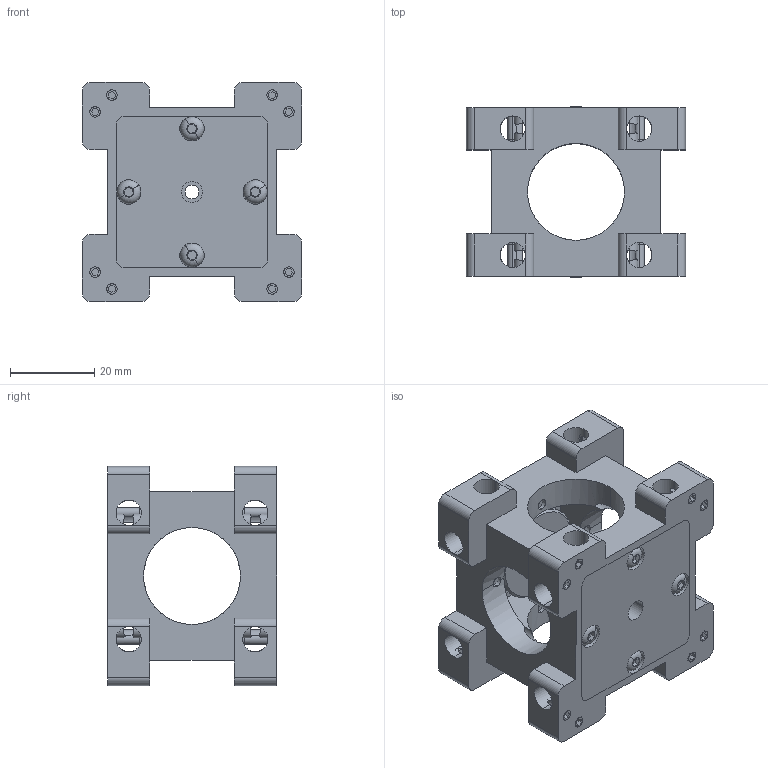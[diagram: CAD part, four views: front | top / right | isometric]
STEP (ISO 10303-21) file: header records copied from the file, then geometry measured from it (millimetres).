
FILE_DESCRIPTION (( 'STEP AP203' ), '1' );
FILE_NAME ('GCT-070101 俋倰芞.STEP', '2016-04-08T02:37:54', ( 'Lxtx999.CoM' ), ( 'Lxtx999.CoM' ), 'SwSTEP 2.0', 'SolidWorks 2010', '' );
FILE_SCHEMA (( 'CONFIG_CONTROL_DESIGN' ));
Length unit declared in the file: centimetre
Products named in the file (1): GCT-070101 俋倰芞
Bounding box: 52 x 40.3 x 52 mm (x, y, z)
Surface area: 24255.8 mm2 (no closed solid volume)
Topology: 0 solids, 35 shells, 522 faces, 1554 edges, 1040 vertices
Faces by surface type: plane 264, cylinder 174, cone 68, torus 16
Entity records: 19029 total; most frequent: CARTESIAN_POINT 4861, DIRECTION 2968, ORIENTED_EDGE 2744, EDGE_CURVE 1554, VERTEX_POINT 1040, AXIS2_PLACEMENT_3D 1031, LINE 906, VECTOR 906
